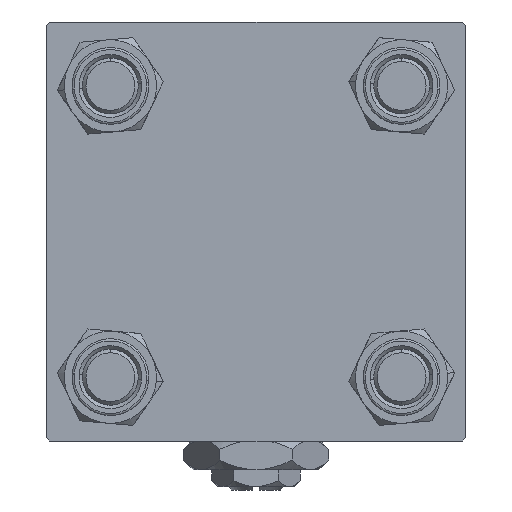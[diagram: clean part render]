
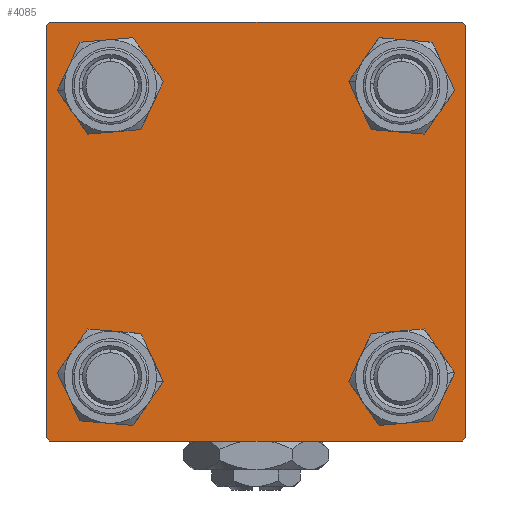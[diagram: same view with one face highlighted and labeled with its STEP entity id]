
A CAD part, left-side view. The second image highlights one B-rep face of the part: STEP entity #4085.
In plain terms, the highlighted planar face has unit normal (-1, 0, 0).
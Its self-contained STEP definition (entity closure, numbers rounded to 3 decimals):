
#843 = CARTESIAN_POINT ( 'NONE',  ( 0., -20.85, 20.85 ) ) ;
#1244 = EDGE_CURVE ( 'NONE', #10356, #26705, #48046, .T. ) ;
#1481 = EDGE_CURVE ( 'NONE', #35810, #9562, #52795, .T. ) ;
#1649 = CARTESIAN_POINT ( 'NONE',  ( 0., -20.85, -20.85 ) ) ;
#2106 = EDGE_CURVE ( 'NONE', #44159, #57036, #56876, .T. ) ;
#2539 = DIRECTION ( 'NONE',  ( 0., 0., 1. ) ) ;
#2953 = DIRECTION ( 'NONE',  ( 0., -1., 0. ) ) ;
#3344 = DIRECTION ( 'NONE',  ( 0., 0., 1. ) ) ;
#3361 = VECTOR ( 'NONE', #54342, 1000. ) ;
#3465 = ORIENTED_EDGE ( 'NONE', *, *, #1481, .T. ) ;
#3783 = VECTOR ( 'NONE', #7779, 1000. ) ;
#4085 = ADVANCED_FACE ( 'NONE', ( #4615, #12660, #40241, #17404, #58337 ), #35208, .T. ) ;
#4298 = LINE ( 'NONE', #27468, #32648 ) ;
#4615 = FACE_BOUND ( 'NONE', #43244, .T. ) ;
#4940 = CARTESIAN_POINT ( 'NONE',  ( 0., 20.85, 20.85 ) ) ;
#6285 = EDGE_CURVE ( 'NONE', #55524, #58759, #25852, .T. ) ;
#6607 = CARTESIAN_POINT ( 'NONE',  ( 0., 30., 30. ) ) ;
#7195 = EDGE_LOOP ( 'NONE', ( #50905, #37942, #42268, #30665, #13059, #39106, #37155, #45595 ) ) ;
#7217 = LINE ( 'NONE', #39856, #41294 ) ;
#7779 = DIRECTION ( 'NONE',  ( 0., 0., -1. ) ) ;
#7994 = CARTESIAN_POINT ( 'NONE',  ( 0., -20.85, -20.85 ) ) ;
#9022 = CARTESIAN_POINT ( 'NONE',  ( 0., -29.5, 30. ) ) ;
#9294 = CIRCLE ( 'NONE', #35806, 4.5 ) ;
#9562 = VERTEX_POINT ( 'NONE', #21233 ) ;
#9596 = DIRECTION ( 'NONE',  ( 0., 0., 1. ) ) ;
#9683 = VERTEX_POINT ( 'NONE', #14871 ) ;
#10356 = VERTEX_POINT ( 'NONE', #35453 ) ;
#10472 = CARTESIAN_POINT ( 'NONE',  ( 0., 30., 29.5 ) ) ;
#12660 = FACE_BOUND ( 'NONE', #44519, .T. ) ;
#13059 = ORIENTED_EDGE ( 'NONE', *, *, #25258, .F. ) ;
#13297 = EDGE_CURVE ( 'NONE', #55524, #41039, #30570, .T. ) ;
#13345 = EDGE_CURVE ( 'NONE', #26727, #22495, #24818, .T. ) ;
#13403 = LINE ( 'NONE', #16974, #3361 ) ;
#13638 = DIRECTION ( 'NONE',  ( 0., 0., 1. ) ) ;
#14420 = VERTEX_POINT ( 'NONE', #39872 ) ;
#14871 = CARTESIAN_POINT ( 'NONE',  ( 0., -30., 29.5 ) ) ;
#15655 = VECTOR ( 'NONE', #17330, 1000. ) ;
#16932 = VERTEX_POINT ( 'NONE', #21674 ) ;
#16974 = CARTESIAN_POINT ( 'NONE',  ( 0., -29.75, -29.75 ) ) ;
#17330 = DIRECTION ( 'NONE',  ( 0., -0.707, -0.707 ) ) ;
#17404 = FACE_BOUND ( 'NONE', #28035, .T. ) ;
#18113 = DIRECTION ( 'NONE',  ( 1., 0., 0. ) ) ;
#19507 = CIRCLE ( 'NONE', #28037, 4.5 ) ;
#19514 = VECTOR ( 'NONE', #49333, 1000. ) ;
#21078 = DIRECTION ( 'NONE',  ( 0., 0., 1. ) ) ;
#21233 = CARTESIAN_POINT ( 'NONE',  ( 0., 20.85, 16.35 ) ) ;
#21402 = CARTESIAN_POINT ( 'NONE',  ( 0., 29.75, 29.75 ) ) ;
#21674 = CARTESIAN_POINT ( 'NONE',  ( 0., -30., -29.5 ) ) ;
#22420 = DIRECTION ( 'NONE',  ( 0., 0., -1. ) ) ;
#22495 = VERTEX_POINT ( 'NONE', #34911 ) ;
#23916 = ORIENTED_EDGE ( 'NONE', *, *, #2106, .T. ) ;
#24818 = CIRCLE ( 'NONE', #32407, 4.5 ) ;
#25258 = EDGE_CURVE ( 'NONE', #9683, #16932, #4298, .T. ) ;
#25413 = DIRECTION ( 'NONE',  ( 1., 0., 0. ) ) ;
#25532 = CARTESIAN_POINT ( 'NONE',  ( 0., 30., 30. ) ) ;
#25852 = LINE ( 'NONE', #21402, #33297 ) ;
#25903 = CARTESIAN_POINT ( 'NONE',  ( 0., 20.85, -25.35 ) ) ;
#26262 = CARTESIAN_POINT ( 'NONE',  ( 0., 30., -29.5 ) ) ;
#26705 = VERTEX_POINT ( 'NONE', #31061 ) ;
#26727 = VERTEX_POINT ( 'NONE', #48868 ) ;
#27100 = AXIS2_PLACEMENT_3D ( 'NONE', #1649, #25413, #2539 ) ;
#27468 = CARTESIAN_POINT ( 'NONE',  ( 0., -30., 30. ) ) ;
#28035 = EDGE_LOOP ( 'NONE', ( #3465, #29037 ) ) ;
#28037 = AXIS2_PLACEMENT_3D ( 'NONE', #53216, #48474, #3344 ) ;
#28428 = EDGE_CURVE ( 'NONE', #57036, #44159, #19507, .T. ) ;
#28498 = CARTESIAN_POINT ( 'NONE',  ( 0., 20.85, -16.35 ) ) ;
#28963 = AXIS2_PLACEMENT_3D ( 'NONE', #44600, #30088, #48485 ) ;
#29037 = ORIENTED_EDGE ( 'NONE', *, *, #29356, .T. ) ;
#29250 = EDGE_CURVE ( 'NONE', #14420, #57339, #7217, .T. ) ;
#29356 = EDGE_CURVE ( 'NONE', #9562, #35810, #54536, .T. ) ;
#30088 = DIRECTION ( 'NONE',  ( 1., 0., 0. ) ) ;
#30443 = ORIENTED_EDGE ( 'NONE', *, *, #1244, .T. ) ;
#30570 = LINE ( 'NONE', #25532, #46591 ) ;
#30665 = ORIENTED_EDGE ( 'NONE', *, *, #40532, .T. ) ;
#31061 = CARTESIAN_POINT ( 'NONE',  ( 0., -20.85, 16.35 ) ) ;
#31308 = AXIS2_PLACEMENT_3D ( 'NONE', #40664, #18113, #49858 ) ;
#32147 = CARTESIAN_POINT ( 'NONE',  ( 0., -20.85, 20.85 ) ) ;
#32407 = AXIS2_PLACEMENT_3D ( 'NONE', #7994, #35014, #21078 ) ;
#32648 = VECTOR ( 'NONE', #22420, 1000. ) ;
#33297 = VECTOR ( 'NONE', #47804, 1000. ) ;
#34911 = CARTESIAN_POINT ( 'NONE',  ( 0., -20.85, -25.35 ) ) ;
#35014 = DIRECTION ( 'NONE',  ( 1., 0., 0. ) ) ;
#35166 = ORIENTED_EDGE ( 'NONE', *, *, #42118, .T. ) ;
#35208 = PLANE ( 'NONE',  #45537 ) ;
#35453 = CARTESIAN_POINT ( 'NONE',  ( 0., -20.85, 25.35 ) ) ;
#35672 = LINE ( 'NONE', #36553, #19514 ) ;
#35806 = AXIS2_PLACEMENT_3D ( 'NONE', #32147, #45496, #9596 ) ;
#35810 = VERTEX_POINT ( 'NONE', #57862 ) ;
#36011 = EDGE_CURVE ( 'NONE', #26705, #10356, #9294, .T. ) ;
#36186 = DIRECTION ( 'NONE',  ( 1., 0., 0. ) ) ;
#36553 = CARTESIAN_POINT ( 'NONE',  ( 0., -29.75, 29.75 ) ) ;
#37155 = ORIENTED_EDGE ( 'NONE', *, *, #13297, .F. ) ;
#37942 = ORIENTED_EDGE ( 'NONE', *, *, #39259, .T. ) ;
#39106 = ORIENTED_EDGE ( 'NONE', *, *, #41383, .T. ) ;
#39259 = EDGE_CURVE ( 'NONE', #53921, #14420, #44325, .T. ) ;
#39856 = CARTESIAN_POINT ( 'NONE',  ( 0., 30., -30. ) ) ;
#39872 = CARTESIAN_POINT ( 'NONE',  ( 0., 29.5, -30. ) ) ;
#39873 = CARTESIAN_POINT ( 'NONE',  ( 0., 29.75, -29.75 ) ) ;
#40241 = FACE_BOUND ( 'NONE', #54009, .T. ) ;
#40532 = EDGE_CURVE ( 'NONE', #57339, #16932, #13403, .T. ) ;
#40539 = DIRECTION ( 'NONE',  ( 0., 0., 1. ) ) ;
#40578 = DIRECTION ( 'NONE',  ( 0., 0., 1. ) ) ;
#40664 = CARTESIAN_POINT ( 'NONE',  ( 0., 20.85, -20.85 ) ) ;
#41039 = VERTEX_POINT ( 'NONE', #9022 ) ;
#41294 = VECTOR ( 'NONE', #49064, 1000. ) ;
#41383 = EDGE_CURVE ( 'NONE', #9683, #41039, #35672, .T. ) ;
#42118 = EDGE_CURVE ( 'NONE', #22495, #26727, #56475, .T. ) ;
#42268 = ORIENTED_EDGE ( 'NONE', *, *, #29250, .T. ) ;
#42371 = AXIS2_PLACEMENT_3D ( 'NONE', #843, #36186, #13638 ) ;
#43244 = EDGE_LOOP ( 'NONE', ( #30443, #47349 ) ) ;
#44159 = VERTEX_POINT ( 'NONE', #28498 ) ;
#44325 = LINE ( 'NONE', #39873, #15655 ) ;
#44519 = EDGE_LOOP ( 'NONE', ( #58081, #35166 ) ) ;
#44600 = CARTESIAN_POINT ( 'NONE',  ( 0., 20.85, 20.85 ) ) ;
#44986 = CARTESIAN_POINT ( 'NONE',  ( 0., 0., 0. ) ) ;
#45364 = CARTESIAN_POINT ( 'NONE',  ( 0., -29.5, -30. ) ) ;
#45496 = DIRECTION ( 'NONE',  ( 1., 0., 0. ) ) ;
#45537 = AXIS2_PLACEMENT_3D ( 'NONE', #44986, #53893, #40539 ) ;
#45595 = ORIENTED_EDGE ( 'NONE', *, *, #6285, .T. ) ;
#45670 = CARTESIAN_POINT ( 'NONE',  ( 0., 29.5, 30. ) ) ;
#46591 = VECTOR ( 'NONE', #2953, 1000. ) ;
#47349 = ORIENTED_EDGE ( 'NONE', *, *, #36011, .T. ) ;
#47804 = DIRECTION ( 'NONE',  ( 0., 0.707, -0.707 ) ) ;
#48046 = CIRCLE ( 'NONE', #42371, 4.5 ) ;
#48474 = DIRECTION ( 'NONE',  ( 1., 0., 0. ) ) ;
#48485 = DIRECTION ( 'NONE',  ( 0., 0., 1. ) ) ;
#48868 = CARTESIAN_POINT ( 'NONE',  ( 0., -20.85, -16.35 ) ) ;
#49064 = DIRECTION ( 'NONE',  ( 0., -1., 0. ) ) ;
#49333 = DIRECTION ( 'NONE',  ( 0., 0.707, 0.707 ) ) ;
#49858 = DIRECTION ( 'NONE',  ( 0., 0., 1. ) ) ;
#50905 = ORIENTED_EDGE ( 'NONE', *, *, #57093, .T. ) ;
#52614 = LINE ( 'NONE', #6607, #3783 ) ;
#52795 = CIRCLE ( 'NONE', #57485, 4.5 ) ;
#53216 = CARTESIAN_POINT ( 'NONE',  ( 0., 20.85, -20.85 ) ) ;
#53893 = DIRECTION ( 'NONE',  ( -1., 0., 0. ) ) ;
#53921 = VERTEX_POINT ( 'NONE', #26262 ) ;
#54009 = EDGE_LOOP ( 'NONE', ( #23916, #57542 ) ) ;
#54220 = DIRECTION ( 'NONE',  ( 1., 0., 0. ) ) ;
#54342 = DIRECTION ( 'NONE',  ( 0., -0.707, 0.707 ) ) ;
#54536 = CIRCLE ( 'NONE', #28963, 4.5 ) ;
#55524 = VERTEX_POINT ( 'NONE', #45670 ) ;
#56475 = CIRCLE ( 'NONE', #27100, 4.5 ) ;
#56876 = CIRCLE ( 'NONE', #31308, 4.5 ) ;
#57036 = VERTEX_POINT ( 'NONE', #25903 ) ;
#57093 = EDGE_CURVE ( 'NONE', #58759, #53921, #52614, .T. ) ;
#57339 = VERTEX_POINT ( 'NONE', #45364 ) ;
#57485 = AXIS2_PLACEMENT_3D ( 'NONE', #4940, #54220, #40578 ) ;
#57542 = ORIENTED_EDGE ( 'NONE', *, *, #28428, .T. ) ;
#57862 = CARTESIAN_POINT ( 'NONE',  ( 0., 20.85, 25.35 ) ) ;
#58081 = ORIENTED_EDGE ( 'NONE', *, *, #13345, .T. ) ;
#58337 = FACE_OUTER_BOUND ( 'NONE', #7195, .T. ) ;
#58759 = VERTEX_POINT ( 'NONE', #10472 ) ;
